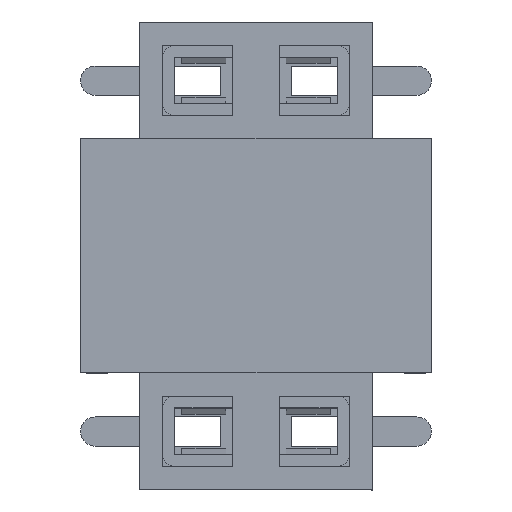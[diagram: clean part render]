
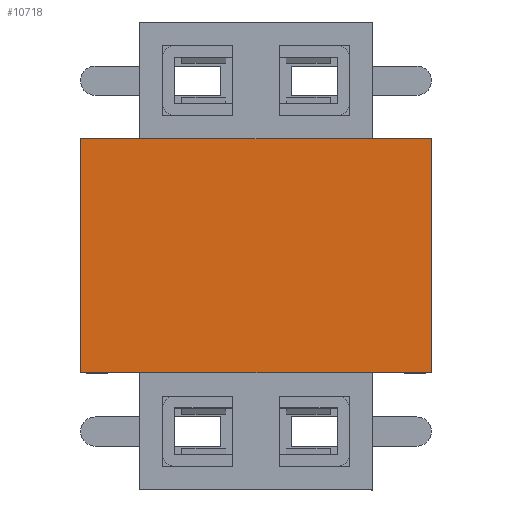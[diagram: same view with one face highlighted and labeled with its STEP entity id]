
A CAD part, top view. The second image highlights one B-rep face of the part: STEP entity #10718.
In plain terms, the highlighted planar face has unit normal (0, 0, 1).
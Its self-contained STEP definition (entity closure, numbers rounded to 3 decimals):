
#928=ORIENTED_EDGE('',*,*,#4161,.T.);
#929=ORIENTED_EDGE('',*,*,#4196,.F.);
#930=ORIENTED_EDGE('',*,*,#4163,.F.);
#931=ORIENTED_EDGE('',*,*,#4197,.T.);
#4161=EDGE_CURVE('',#5803,#5819,#6867,.T.);
#4163=EDGE_CURVE('',#5821,#5822,#6869,.T.);
#4196=EDGE_CURVE('',#5822,#5819,#6898,.T.);
#4197=EDGE_CURVE('',#5821,#5803,#6899,.T.);
#5803=VERTEX_POINT('',#15529);
#5819=VERTEX_POINT('',#15561);
#5821=VERTEX_POINT('',#15566);
#5822=VERTEX_POINT('',#15568);
#6867=LINE('',#15562,#7989);
#6869=LINE('',#15567,#7991);
#6898=LINE('',#15632,#8020);
#6899=LINE('',#15634,#8021);
#7989=VECTOR('',#12436,1000.);
#7991=VECTOR('',#12440,1000.);
#8020=VECTOR('',#12509,1000.);
#8021=VECTOR('',#12512,1000.);
#9116=EDGE_LOOP('',(#928,#929,#930,#931));
#9742=FACE_BOUND('',#9116,.T.);
#10364=PLANE('',#11442);
#10718=ADVANCED_FACE('',(#9742),#10364,.F.);
#11442=AXIS2_PLACEMENT_3D('',#15633,#12510,#12511);
#12436=DIRECTION('',(0.,-1.,0.));
#12440=DIRECTION('',(0.,-1.,0.));
#12509=DIRECTION('',(-1.,0.,0.));
#12510=DIRECTION('',(0.,0.,-1.));
#12511=DIRECTION('',(0.,-1.,0.));
#12512=DIRECTION('',(-1.,0.,0.));
#15529=CARTESIAN_POINT('',(-2.,3.,1.85));
#15561=CARTESIAN_POINT('',(-2.,-3.,1.85));
#15562=CARTESIAN_POINT('',(-2.,3.,1.85));
#15566=CARTESIAN_POINT('',(2.,3.,1.85));
#15567=CARTESIAN_POINT('',(2.,3.,1.85));
#15568=CARTESIAN_POINT('',(2.,-3.,1.85));
#15632=CARTESIAN_POINT('',(2.,-3.,1.85));
#15633=CARTESIAN_POINT('',(2.,3.,1.85));
#15634=CARTESIAN_POINT('',(2.,3.,1.85));
